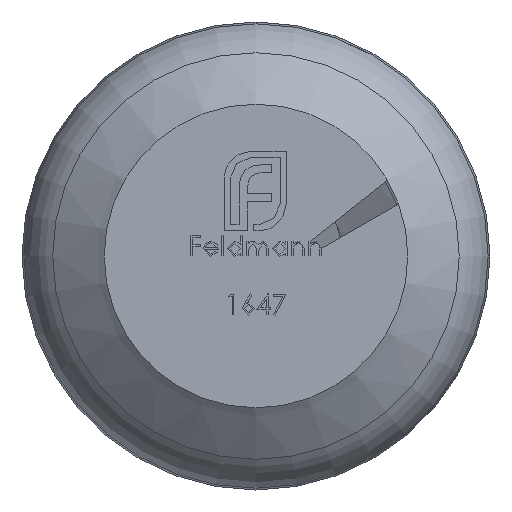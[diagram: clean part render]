
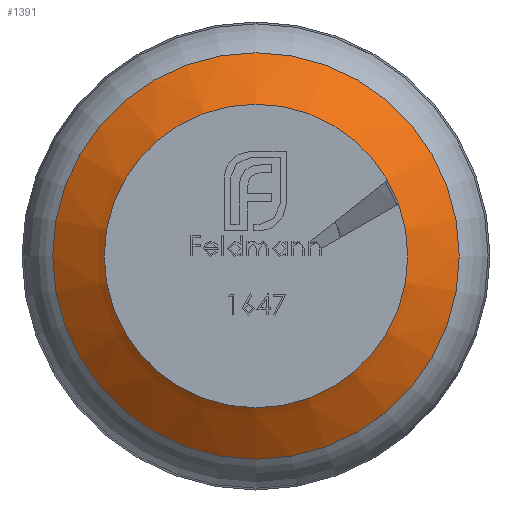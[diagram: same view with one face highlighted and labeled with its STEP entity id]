
A CAD part, front view. The second image highlights one B-rep face of the part: STEP entity #1391.
In plain terms, the highlighted conical face has half-angle 53.51 degrees and reference radius 4.616 mm.
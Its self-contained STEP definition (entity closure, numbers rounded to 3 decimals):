
#228 = DIRECTION ( 'NONE',  ( 0., 0., 1. ) ) ;
#450 = DIRECTION ( 'NONE',  ( 0., -1., 0. ) ) ;
#473 = AXIS2_PLACEMENT_3D ( 'NONE', #7651, #2348, #228 ) ;
#568 = CONICAL_SURFACE ( 'NONE', #473, 4.616, 0.934 ) ;
#1391 = ADVANCED_FACE ( 'NONE', ( #7375, #3226 ), #568, .T. ) ;
#1643 = CARTESIAN_POINT ( 'NONE',  ( 0., 829.582, -8.034 ) ) ;
#2348 = DIRECTION ( 'NONE',  ( 0., 1., 0. ) ) ;
#2499 = CIRCLE ( 'NONE', #6356, 8.034 ) ;
#3000 = EDGE_LOOP ( 'NONE', ( #6188 ) ) ;
#3061 = CIRCLE ( 'NONE', #5478, 4.616 ) ;
#3226 = FACE_BOUND ( 'NONE', #7317, .T. ) ;
#3884 = VERTEX_POINT ( 'NONE', #4629 ) ;
#3973 = DIRECTION ( 'NONE',  ( 0., 0., -1. ) ) ;
#4191 = EDGE_CURVE ( 'NONE', #8282, #8282, #2499, .T. ) ;
#4474 = CARTESIAN_POINT ( 'NONE',  ( 0., 827.054, 0. ) ) ;
#4629 = CARTESIAN_POINT ( 'NONE',  ( 0., 827.054, -4.616 ) ) ;
#5478 = AXIS2_PLACEMENT_3D ( 'NONE', #4474, #9147, #3973 ) ;
#5636 = DIRECTION ( 'NONE',  ( 0., 0., -1. ) ) ;
#6188 = ORIENTED_EDGE ( 'NONE', *, *, #4191, .T. ) ;
#6237 = EDGE_CURVE ( 'NONE', #3884, #3884, #3061, .T. ) ;
#6356 = AXIS2_PLACEMENT_3D ( 'NONE', #6543, #450, #5636 ) ;
#6543 = CARTESIAN_POINT ( 'NONE',  ( 0., 829.582, 0. ) ) ;
#7317 = EDGE_LOOP ( 'NONE', ( #7852 ) ) ;
#7375 = FACE_OUTER_BOUND ( 'NONE', #3000, .T. ) ;
#7651 = CARTESIAN_POINT ( 'NONE',  ( 0., 827.054, 0. ) ) ;
#7852 = ORIENTED_EDGE ( 'NONE', *, *, #6237, .F. ) ;
#8282 = VERTEX_POINT ( 'NONE', #1643 ) ;
#9147 = DIRECTION ( 'NONE',  ( 0., -1., 0. ) ) ;
